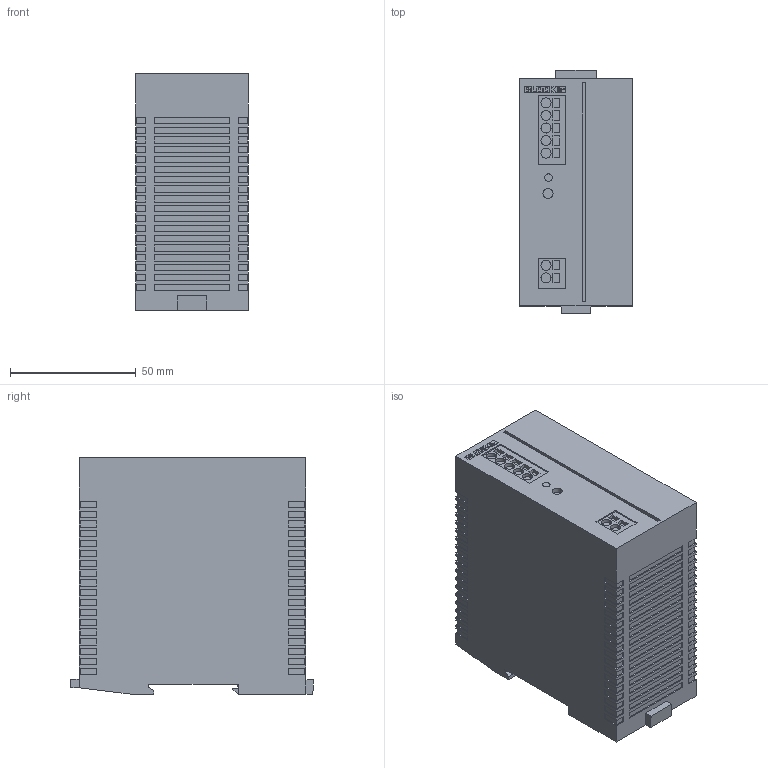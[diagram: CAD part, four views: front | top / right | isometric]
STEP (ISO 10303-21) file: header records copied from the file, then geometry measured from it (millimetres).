
FILE_DESCRIPTION (( 'STEP AP214' ), '1' );
FILE_NAME ('1118285.STEP', '2025-12-01T15:50:59', ( '' ), ( '' ), 'SwSTEP 2.0', 'SolidWorks 2022', '' );
FILE_SCHEMA (( 'AUTOMOTIVE_DESIGN' ));
Length unit declared in the file: millimetre
Products named in the file (1): 1118285
Bounding box: 44.8 x 96.5 x 94 mm (x, y, z)
Volume: 368918.7 mm3; surface area: 36287.2 mm2
Topology: 1 solids, 1 shells, 914 faces, 2533 edges, 1688 vertices
Faces by surface type: plane 894, cylinder 20
Entity records: 28635 total; most frequent: CARTESIAN_POINT 5136, ORIENTED_EDGE 5066, DIRECTION 4403, EDGE_CURVE 2533, LINE 2493, VECTOR 2493, VERTEX_POINT 1688, EDGE_LOOP 981
